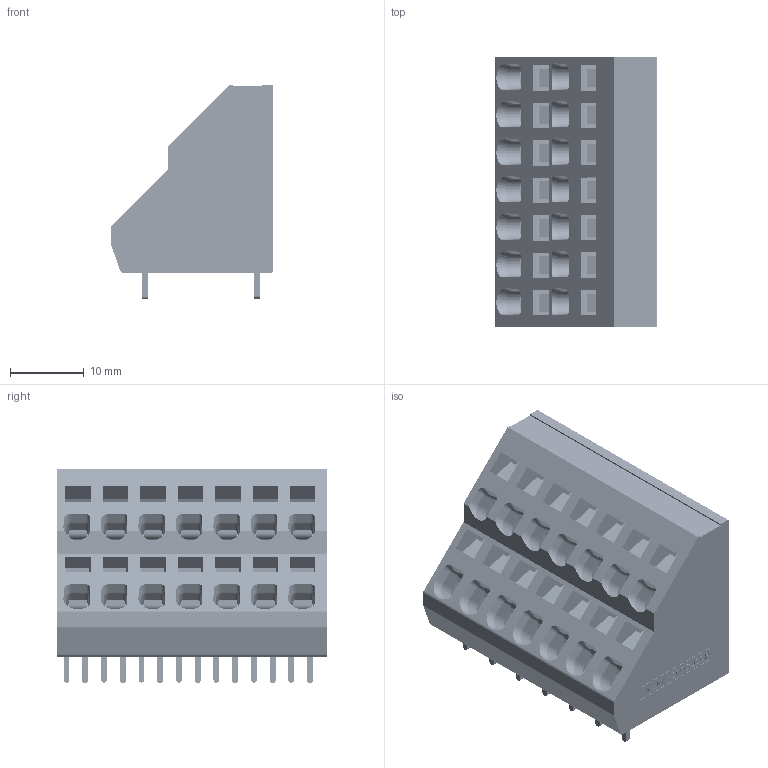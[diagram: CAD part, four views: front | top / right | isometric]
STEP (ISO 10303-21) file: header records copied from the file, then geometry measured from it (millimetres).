
FILE_DESCRIPTION(/* description */ ('Unknown'),/* implementation_level */ '2;1');
FILE_NAME(/* name */ 'SQECDD-7W',/* time_stamp */ '2024-06-27T11:16:37+06:00',/* author */ ('Unknown'),/* organization */ ('Unknown'),/* preprocessor_version */ 'ST-DEVELOPER v16.7',/* originating_system */ 'Solid Edge',/* authorisation */ 'Unknown');
FILE_SCHEMA (('AUTOMOTIVE_DESIGN {1 0 10303 214 3 1 1}'));
Products named in the file (1): Part1
Bounding box: 22.07 x 36.56 x 29.1 mm (x, y, z)
Volume: 8552.9 mm3; surface area: 17946.6 mm2
Topology: 1 solids, 122 shells, 5599 faces, 15593 edges, 10069 vertices
Faces by surface type: plane 2945, cylinder 1659, bspline 507, torus 280, cone 208
Full cylindrical faces by diameter (mm): 1.2 x56, 1.5 x42
Entity records: 227528 total; most frequent: CARTESIAN_POINT 45668, ORIENTED_EDGE 30594, DIRECTION 28669, EDGE_CURVE 15297, VERTEX_POINT 10011, LINE 9913, VECTOR 9913, AXIS2_PLACEMENT_3D 9378
